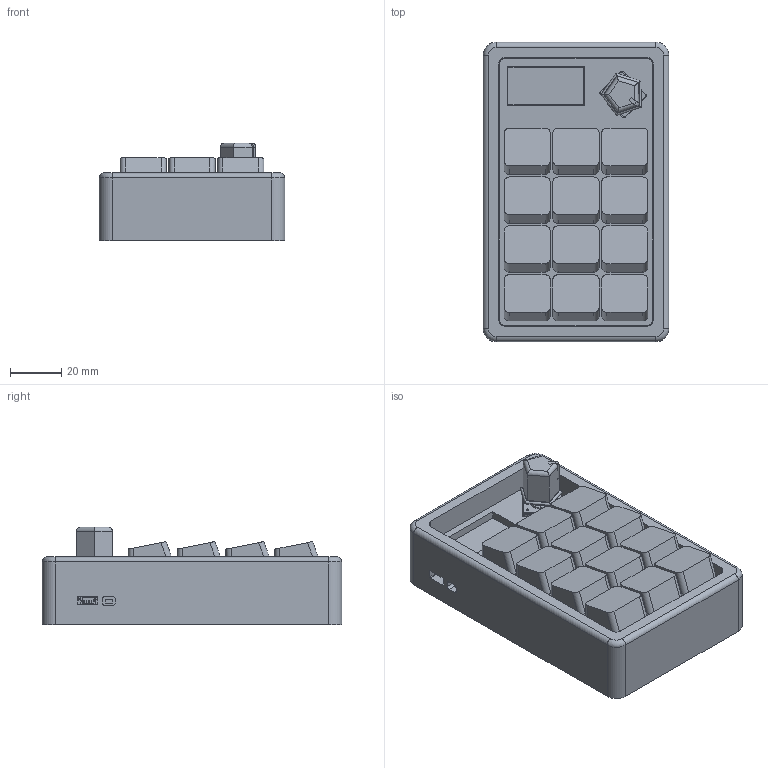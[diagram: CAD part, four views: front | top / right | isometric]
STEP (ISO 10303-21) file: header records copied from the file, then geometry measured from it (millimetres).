
FILE_DESCRIPTION(/* description */ ('STEP AP242','CAx-IF Rec.Pracs.---Representation and Presentation of Product Manufacturing Information (PMI)---4.0---2014-10-13','CAx-IF Rec.Pracs.---3D Tessellated Geometry---0.4---2014-09-14','2;1'),/* implementation_level */ '2;1');
FILE_NAME(/* name */ '65774cbf6382a925c1a640b9',/* time_stamp */ '2023-12-11T17:54:09Z',/* author */ (''),/* organization */ (''),/* preprocessor_version */ 'ST-DEVELOPER v19.4',/* originating_system */ ' ',/* authorisation */ ' ');
FILE_SCHEMA (('AP242_MANAGED_MODEL_BASED_3D_ENGINEERING_MIM_LF { 1 0 10303 442 1 1 4 }'));
Products named in the file (48): Assembly 1; Part 5; Part 3; Part 1; Part 4; MacroPad Kit v6 <1>; NeoKey MacroPad Keyplate rev B v2 <1>; PCB Component <1>; Board; hardware <1>; M3x6mm; Switches <1>; cherry mx v8; NeoKey MacroPad 2040 rev C v5 <1>; PCB Component (2) <1>; NEO3535_REVERSE; 0805-NO; 0603-NO; KAILH_SOCKET; CHIPLED_0603_NOOUTLINE; PEC11+SWITCH; QFN56_7MM_REDUCEDEPAD; BUZZER_SMT_7.5MM; SOT23-6; SOD-323; JST_SH4; SPST_TACTILE_RA; CRYSTAL_2.5X2; ZJY130-2864KSWLG22; RESPACK_4X0603; SOT23-5; SOT23-5 (1); USB_C_CUSB31-CFM2AX-01-X; standoffs <1>; M3 SMT8mm; USON8_4X4
Assembly tree (207 placements, depth 6):
  Assembly 1
    Part 5
    Part 3  x12
    Part 1
    Part 4
    MacroPad Kit v6 <1>
      NeoKey MacroPad Keyplate rev B v2 <1>
        PCB Component <1>
          Board
      hardware <1>
        M3x6mm  x4
      Switches <1>
        cherry mx v8  x12
      NeoKey MacroPad 2040 rev C v5 <1>
        PCB Component (2) <1>
          NEO3535_REVERSE  x12
          NEO3535_REVERSE  x12
          0805-NO  x9
          0603-NO  x33
          KAILH_SOCKET  x12
          NEO3535_REVERSE  x12
          NEO3535_REVERSE  x12
          NEO3535_REVERSE  x12
          CHIPLED_0603_NOOUTLINE
          CHIPLED_0603_NOOUTLINE
          KAILH_SOCKET  x12
          KAILH_SOCKET  x12
          PEC11+SWITCH
          QFN56_7MM_REDUCEDEPAD
          BUZZER_SMT_7.5MM
          SOT23-6
          SOD-323
          JST_SH4
          CHIPLED_0603_NOOUTLINE
          SPST_TACTILE_RA
          CHIPLED_0603_NOOUTLINE
          CHIPLED_0603_NOOUTLINE
          CRYSTAL_2.5X2
          ZJY130-2864KSWLG22
          RESPACK_4X0603  x2
          SOT23-5
          SOT23-5 (1)
          USB_C_CUSB31-CFM2AX-01-X
          standoffs <1>
            M3 SMT8mm  x4
            M3 SMT8mm  x4
          USON8_4X4
          Board
Bounding box: 72.29 x 116.74 x 38.07 mm (x, y, z)
Volume: 157200.4 mm3; surface area: 92709.3 mm2
Topology: 199 solids, 199 shells, 5596 faces, 13814 edges, 8835 vertices
Faces by surface type: plane 4105, cylinder 1043, cone 308, torus 128, sphere 10, bspline 2
Full cylindrical faces by diameter (mm): 0.2 x1, 0.3 x1, 0.5 x90, 0.65 x2, 0.8 x14, 1 x11, 1.2 x1, 1.6 x25, 1.814 x24, 2.4 x12, 2.9 x12, 3 x24, 3.2 x24, 3.4 x4, 3.85 x12, 3.9 x12, 4.25 x8, 5 x1, 5.6 x4, 5.7 x4, 6 x1, 6.3 x4, 7 x1, 8.097 x1
Entity records: 70952 total; most frequent: CARTESIAN_POINT 11596, DIRECTION 11403, ORIENTED_EDGE 10910, EDGE_CURVE 5455, LINE 4191, VECTOR 4191, VERTEX_POINT 3663, AXIS2_PLACEMENT_3D 3606
